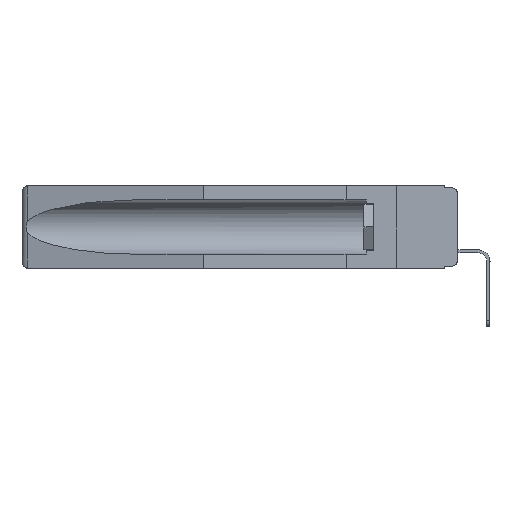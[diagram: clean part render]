
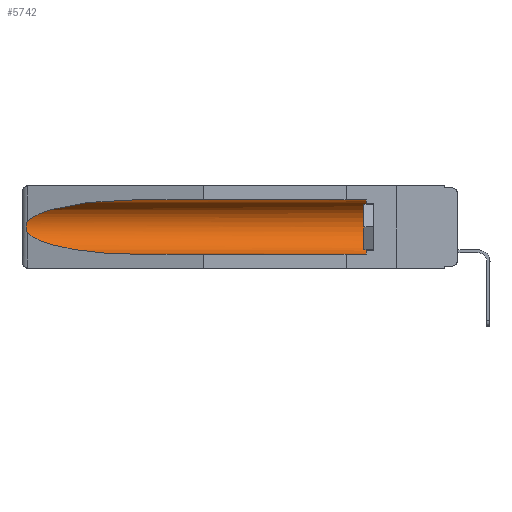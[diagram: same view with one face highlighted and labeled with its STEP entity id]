
A CAD part, left-side view. The second image highlights one B-rep face of the part: STEP entity #5742.
In plain terms, the highlighted cylindrical face has radius 2.857 mm (diameter 5.715 mm), a partial arc.
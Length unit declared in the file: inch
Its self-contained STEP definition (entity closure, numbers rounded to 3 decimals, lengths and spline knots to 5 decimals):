
#590 = VERTEX_POINT ( 'NONE', #1426 ) ;
#844 = CARTESIAN_POINT ( 'NONE',  ( 0.155, 0.126, -0.284 ) ) ;
#1241 = EDGE_CURVE ( 'NONE', #18563, #15459, #24024, .T. ) ;
#1426 = CARTESIAN_POINT ( 'NONE',  ( 0.26537, 1.52718, -0.19328 ) ) ;
#1740 = DIRECTION ( 'NONE',  ( 0., 1., 0. ) ) ;
#1882 = CARTESIAN_POINT ( 'NONE',  ( 0.26655, 1.53094, -0.18657 ) ) ;
#1970 = CARTESIAN_POINT ( 'NONE',  ( 0.26597, 1.5296, -0.19026 ) ) ;
#2239 = CARTESIAN_POINT ( 'NONE',  ( 0.26537, 1.52718, -0.19328 ) ) ;
#2633 = AXIS2_PLACEMENT_3D ( 'NONE', #14807, #23039, #18966 ) ;
#4058 = CARTESIAN_POINT ( 'NONE',  ( 0.2673, 1.53269, -0.17917 ) ) ;
#4414 = CARTESIAN_POINT ( 'NONE',  ( 0.25451, 1.48313, -0.09465 ) ) ;
#4783 = CARTESIAN_POINT ( 'NONE',  ( 0.155, -0.30754, -0.059 ) ) ;
#5323 = EDGE_CURVE ( 'NONE', #12910, #20187, #21179, .T. ) ;
#5742 = ADVANCED_FACE ( 'NONE', ( #20492 ), #15651, .F. ) ;
#6002 = EDGE_LOOP ( 'NONE', ( #13291, #15781, #14340, #7221, #13829, #26245 ) ) ;
#6082 = CARTESIAN_POINT ( 'NONE',  ( 0.155, -0.30754, -0.284 ) ) ;
#6856 = DIRECTION ( 'NONE',  ( 0., 1., 0. ) ) ;
#7221 = ORIENTED_EDGE ( 'NONE', *, *, #5323, .F. ) ;
#7879 = DIRECTION ( 'NONE',  ( 0., 0., 1. ) ) ;
#7936 = CARTESIAN_POINT ( 'NONE',  ( 0.155, 1.07973, -0.284 ) ) ;
#8031 = CARTESIAN_POINT ( 'NONE',  ( 0.26537, 1.52718, -0.14972 ) ) ;
#8204 = CARTESIAN_POINT ( 'NONE',  ( 0.21114, 1.30732, -0.059 ) ) ;
#11430 = CIRCLE ( 'NONE', #2633, 0.1125 ) ;
#12180 = EDGE_CURVE ( 'NONE', #12910, #18563, #11430, .T. ) ;
#12189 = CARTESIAN_POINT ( 'NONE',  ( 0.26597, 1.52961, -0.15275 ) ) ;
#12377 = CARTESIAN_POINT ( 'NONE',  ( 0.2673, 1.5327, -0.16383 ) ) ;
#12785 = VECTOR ( 'NONE', #20732, 39.37008 ) ;
#12903 = CARTESIAN_POINT ( 'NONE',  ( 0.26537, 1.52718, -0.14972 ) ) ;
#12910 = VERTEX_POINT ( 'NONE', #844 ) ;
#13141 = EDGE_CURVE ( 'NONE', #590, #20187, #26450, .T. ) ;
#13291 = ORIENTED_EDGE ( 'NONE', *, *, #15174, .T. ) ;
#13428 = VERTEX_POINT ( 'NONE', #23229 ) ;
#13829 = ORIENTED_EDGE ( 'NONE', *, *, #12180, .T. ) ;
#14251 = CARTESIAN_POINT ( 'NONE',  ( 0.2675, 1.53308, -0.16763 ) ) ;
#14340 = ORIENTED_EDGE ( 'NONE', *, *, #13141, .T. ) ;
#14807 = CARTESIAN_POINT ( 'NONE',  ( 0.155, 0.126, -0.1715 ) ) ;
#15161 = CARTESIAN_POINT ( 'NONE',  ( 0.155, 0.126, -0.059 ) ) ;
#15174 = EDGE_CURVE ( 'NONE', #15459, #13428, #16311, .T. ) ;
#15459 = VERTEX_POINT ( 'NONE', #16332 ) ;
#15651 = CYLINDRICAL_SURFACE ( 'NONE', #21938, 0.1125 ) ;
#15781 = ORIENTED_EDGE ( 'NONE', *, *, #23731, .T. ) ;
#15997 = CARTESIAN_POINT ( 'NONE',  ( 0.26537, 1.52718, -0.19328 ) ) ;
#16311 =( BOUNDED_CURVE ( )  B_SPLINE_CURVE ( 3, ( #22871, #8204, #4414, #12903 ),
 .UNSPECIFIED., .F., .F. ) 
 B_SPLINE_CURVE_WITH_KNOTS ( ( 4, 4 ),
 ( 4.71239, 6.08839 ),
 .UNSPECIFIED. ) 
 CURVE ( )  GEOMETRIC_REPRESENTATION_ITEM ( )  RATIONAL_B_SPLINE_CURVE ( ( 1., 0.848, 0.848, 1. ) ) 
 REPRESENTATION_ITEM ( '' )  );
#16332 = CARTESIAN_POINT ( 'NONE',  ( 0.155, 1.07973, -0.059 ) ) ;
#16405 = CARTESIAN_POINT ( 'NONE',  ( 0.155, 1.07973, -0.284 ) ) ;
#18442 = B_SPLINE_CURVE_WITH_KNOTS ( 'NONE', 3,
 ( #8031, #12189, #22686, #12377, #14251, #20508, #4058, #1882, #1970, #2239 ),
 .UNSPECIFIED., .F., .F.,
 ( 4, 2, 2, 2, 4 ),
 ( 0., 0.00029, 0.00058, 0.00087, 0.00117 ),
 .UNSPECIFIED. ) ;
#18563 = VERTEX_POINT ( 'NONE', #15161 ) ;
#18966 = DIRECTION ( 'NONE',  ( 0., 0., 1. ) ) ;
#20051 = CARTESIAN_POINT ( 'NONE',  ( 0.25451, 1.48313, -0.24835 ) ) ;
#20187 = VERTEX_POINT ( 'NONE', #16405 ) ;
#20442 = CARTESIAN_POINT ( 'NONE',  ( 0.155, -0.30754, -0.1715 ) ) ;
#20492 = FACE_OUTER_BOUND ( 'NONE', #6002, .T. ) ;
#20508 = CARTESIAN_POINT ( 'NONE',  ( 0.2675, 1.53308, -0.17534 ) ) ;
#20732 = DIRECTION ( 'NONE',  ( 0., 1., 0. ) ) ;
#21179 = LINE ( 'NONE', #6082, #12785 ) ;
#21938 = AXIS2_PLACEMENT_3D ( 'NONE', #20442, #1740, #7879 ) ;
#22686 = CARTESIAN_POINT ( 'NONE',  ( 0.26654, 1.53092, -0.15636 ) ) ;
#22871 = CARTESIAN_POINT ( 'NONE',  ( 0.155, 1.07973, -0.059 ) ) ;
#23039 = DIRECTION ( 'NONE',  ( 0., -1., 0. ) ) ;
#23229 = CARTESIAN_POINT ( 'NONE',  ( 0.26537, 1.52718, -0.14972 ) ) ;
#23731 = EDGE_CURVE ( 'NONE', #13428, #590, #18442, .T. ) ;
#24024 = LINE ( 'NONE', #4783, #25980 ) ;
#25980 = VECTOR ( 'NONE', #6856, 39.37008 ) ;
#26245 = ORIENTED_EDGE ( 'NONE', *, *, #1241, .T. ) ;
#26417 = CARTESIAN_POINT ( 'NONE',  ( 0.21114, 1.30732, -0.284 ) ) ;
#26450 =( BOUNDED_CURVE ( )  B_SPLINE_CURVE ( 3, ( #15997, #20051, #26417, #7936 ),
 .UNSPECIFIED., .F., .F. ) 
 B_SPLINE_CURVE_WITH_KNOTS ( ( 4, 4 ),
 ( 0.1948, 1.5708 ),
 .UNSPECIFIED. ) 
 CURVE ( )  GEOMETRIC_REPRESENTATION_ITEM ( )  RATIONAL_B_SPLINE_CURVE ( ( 1., 0.848, 0.848, 1. ) ) 
 REPRESENTATION_ITEM ( '' )  );
